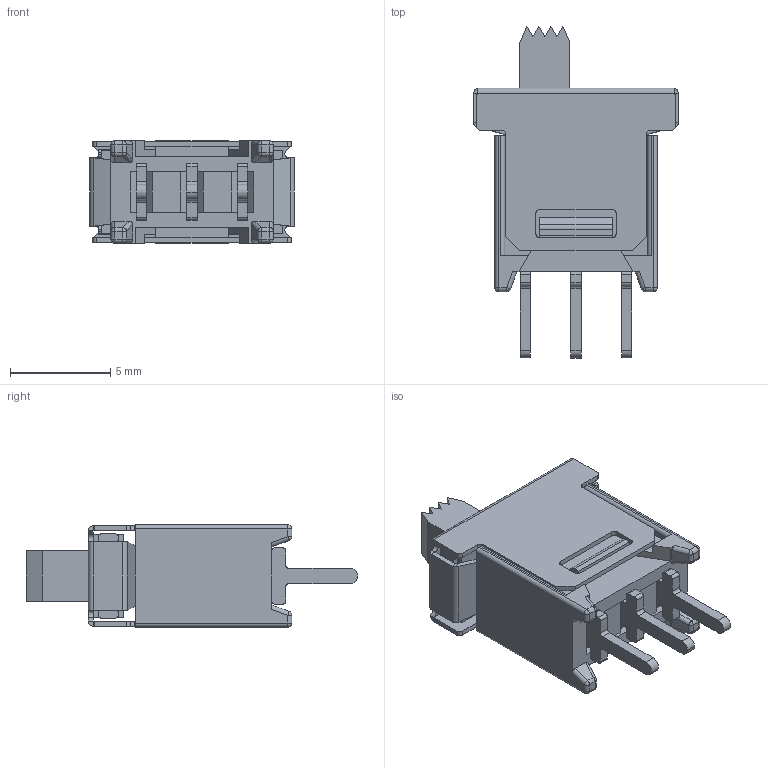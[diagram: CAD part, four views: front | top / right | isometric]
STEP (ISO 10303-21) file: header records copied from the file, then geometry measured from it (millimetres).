
FILE_DESCRIPTION((''),'2;1');
FILE_NAME('4S1-FSP1-M2RE_ASM','2016-05-31T',('adamlydecker'),(''),'CREO PARAMETRIC BY PTC INC, 2015480','CREO PARAMETRIC BY PTC INC, 2015480','');
FILE_SCHEMA(('AUTOMOTIVE_DESIGN { 1 0 10303 214 1 1 1 1 }'));
Length unit declared in the file: inch
Products named in the file (8): CA015; WTE075; WTE005; WHO379-5A2; WSU059; WSU060; SL030; 4S1-FSP1-M2RE_ASM
Assembly tree (8 placements, depth 2):
  4S1-FSP1-M2RE_ASM
    CA015
    WTE075
    WTE005  x2
    WHO379-5A2
    WSU059
    WSU060
    SL030
Bounding box: 10.2 x 16.55 x 5.1 mm (x, y, z)
Volume: 240.4 mm3; surface area: 1063.4 mm2
Topology: 8 solids, 8 shells, 461 faces, 1233 edges, 781 vertices
Faces by surface type: plane 293, cylinder 152, sphere 16
Entity records: 20026 total; most frequent: CARTESIAN_POINT 2397, ORIENTED_EDGE 2270, DIRECTION 2264, PRESENTATION_STYLE_ASSIGNMENT 1232, EDGE_CURVE 1135, STYLED_ITEM 1072, CURVE_STYLE 1027, VECTOR 864
